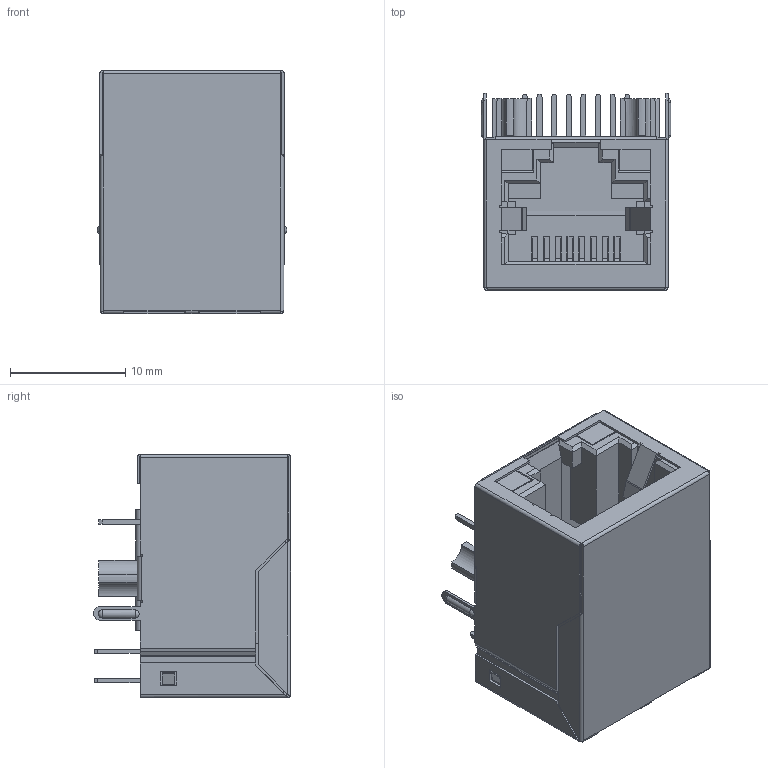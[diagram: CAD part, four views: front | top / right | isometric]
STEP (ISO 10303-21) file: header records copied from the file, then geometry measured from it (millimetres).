
FILE_DESCRIPTION((''),'2;1');
FILE_NAME('DGKYD111B049AB2A1DP','2022-11-15T10:23:06',('Administrator'),(''),'CREO PARAMETRIC BY PTC INC, 2019010','CREO PARAMETRIC BY PTC INC, 2019010','');
FILE_SCHEMA(('CONFIG_CONTROL_DESIGN'));
Length unit declared in the file: millimetre
Products named in the file (1): DGKYD111B049AB2A1DP
Bounding box: 16.44 x 17.1 x 21.1 mm (x, y, z)
Volume: 1977.3 mm3; surface area: 6700 mm2
Topology: 1 solids, 1 shells, 1150 faces, 3470 edges, 2271 vertices
Faces by surface type: plane 934, cylinder 148, extrusion 64, sphere 4
Entity records: 41481 total; most frequent: CARTESIAN_POINT 10262, ORIENTED_EDGE 6940, DIRECTION 5844, EDGE_CURVE 3470, VECTOR 2972, LINE 2908, VERTEX_POINT 2271, AXIS2_PLACEMENT_3D 1436
